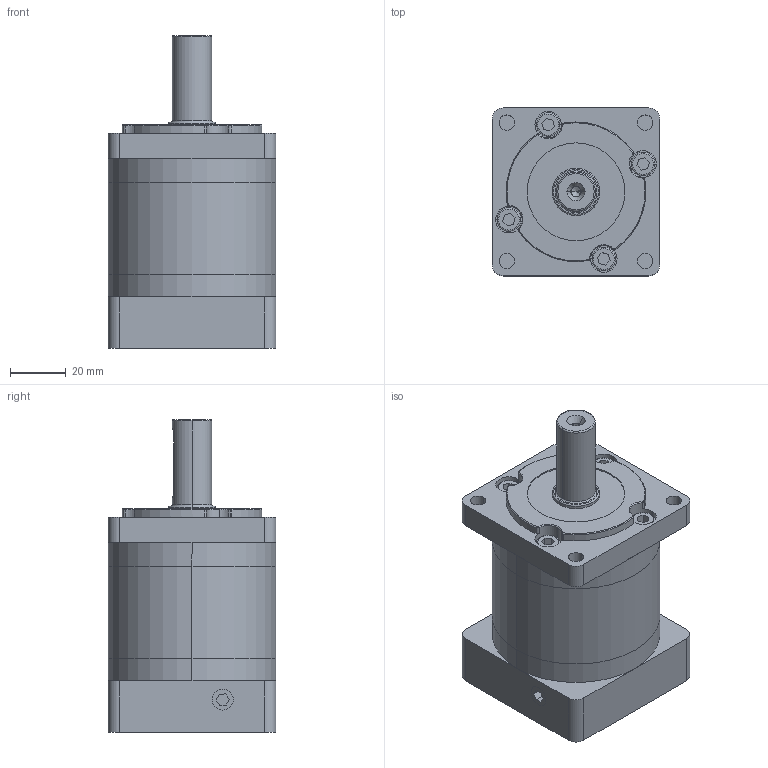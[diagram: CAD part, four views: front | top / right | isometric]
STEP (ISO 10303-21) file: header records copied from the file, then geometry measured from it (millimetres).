
FILE_DESCRIPTION (( 'STEP AP203' ), '1' );
FILE_NAME ('PLF60J单级模型（14-30 50-3 4-5.5-70）.STEP', '2021-11-17T12:38:24', ( '' ), ( '' ), 'SwSTEP 2.0', 'SolidWorks 2016', '' );
FILE_SCHEMA (( 'CONFIG_CONTROL_DESIGN' ));
Length unit declared in the file: millimetre
Products named in the file (1): PLF60J单级模型（14-30 50-3 4-5.5-70）
Bounding box: 60 x 60 x 112 mm (x, y, z)
Volume: 219428.9 mm3; surface area: 47564.7 mm2
Topology: 3 solids, 3 shells, 301 faces, 730 edges, 461 vertices
Faces by surface type: plane 129, cylinder 119, cone 31, torus 22
Entity records: 8935 total; most frequent: DIRECTION 1648, CARTESIAN_POINT 1546, ORIENTED_EDGE 1440, EDGE_CURVE 720, AXIS2_PLACEMENT_3D 629, VERTEX_POINT 461, LINE 390, VECTOR 390
